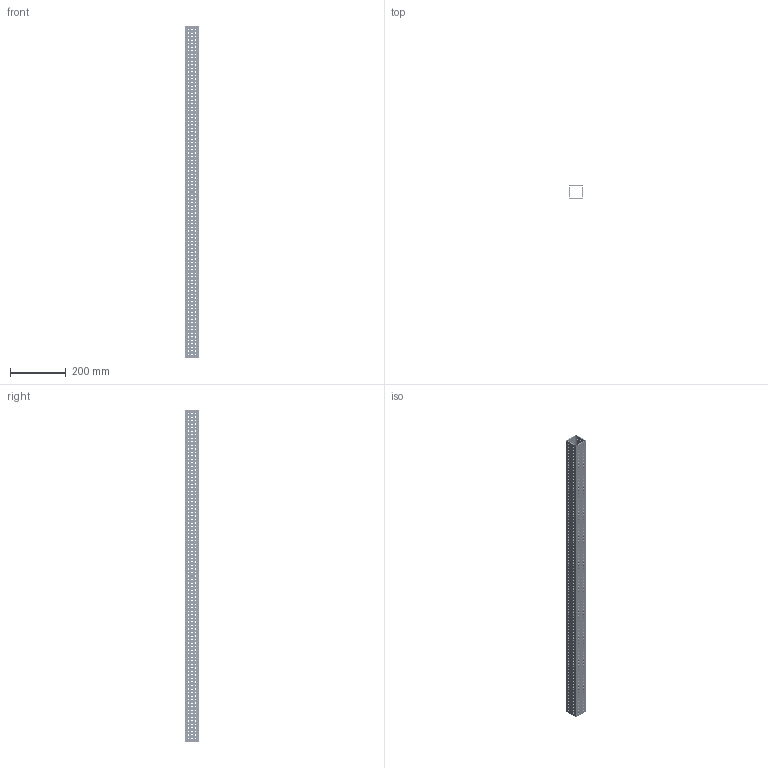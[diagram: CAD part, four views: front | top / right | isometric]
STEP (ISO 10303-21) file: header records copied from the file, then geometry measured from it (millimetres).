
FILE_DESCRIPTION (( 'STEP AP203' ), '1' );
FILE_NAME ('REV-21-3288.STEP', '2023-09-25T18:08:17', ( '' ), ( '' ), 'SwSTEP 2.0', 'SolidWorks 2022', '' );
FILE_SCHEMA (( 'CONFIG_CONTROL_DESIGN' ));
Length unit declared in the file: metre
Products named in the file (1): REV-21-3288
Bounding box: 50.8 x 50.8 x 1193.8 mm (x, y, z)
Volume: 585835.9 mm3; surface area: 549845.2 mm2
Topology: 1 solids, 1 shells, 4504 faces, 11274 edges, 6772 vertices
Faces by surface type: cylinder 2254, cone 2232, plane 18
Entity records: 139805 total; most frequent: DIRECTION 27024, CARTESIAN_POINT 22551, ORIENTED_EDGE 22548, EDGE_CURVE 11274, AXIS2_PLACEMENT_3D 11245, VERTEX_POINT 6772, EDGE_LOOP 6746, CIRCLE 6740
